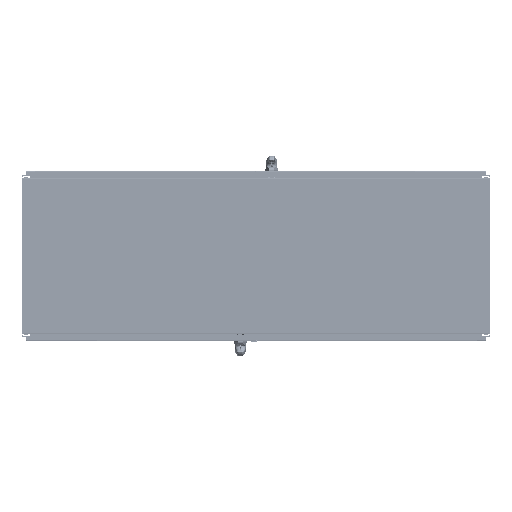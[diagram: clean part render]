
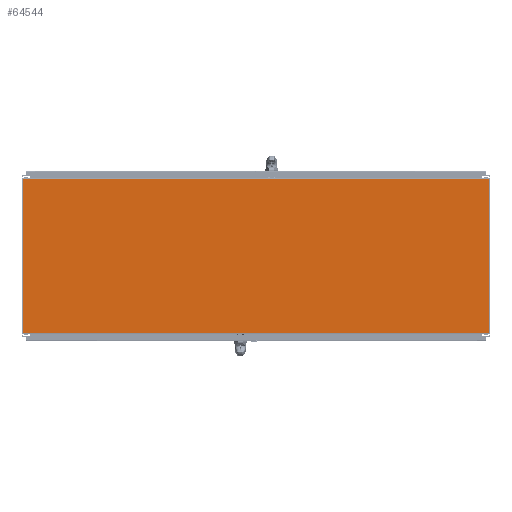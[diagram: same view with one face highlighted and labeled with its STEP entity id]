
A CAD part, front view. The second image highlights one B-rep face of the part: STEP entity #64544.
In plain terms, the highlighted face is planar.
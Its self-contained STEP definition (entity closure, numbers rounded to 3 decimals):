
#11338=PLANE('',#67845);
#12792=FACE_OUTER_BOUND('',#15629,.T.);
#15629=EDGE_LOOP('',(#53584,#53585,#53586,#53587));
#19267=LINE('',#93407,#24316);
#19273=LINE('',#93427,#24322);
#19279=LINE('',#93444,#24328);
#19281=LINE('',#93447,#24330);
#24316=VECTOR('',#76263,71.875);
#24322=VECTOR('',#76289,71.875);
#24328=VECTOR('',#76313,23.813);
#24330=VECTOR('',#76317,23.813);
#32406=VERTEX_POINT('',#93404);
#32407=VERTEX_POINT('',#93406);
#32410=VERTEX_POINT('',#93424);
#32411=VERTEX_POINT('',#93426);
#41790=EDGE_CURVE('',#32407,#32406,#19267,.T.);
#41800=EDGE_CURVE('',#32411,#32410,#19273,.T.);
#41809=EDGE_CURVE('',#32407,#32410,#19279,.T.);
#41811=EDGE_CURVE('',#32411,#32406,#19281,.T.);
#53584=ORIENTED_EDGE('',*,*,#41790,.T.);
#53585=ORIENTED_EDGE('',*,*,#41811,.F.);
#53586=ORIENTED_EDGE('',*,*,#41800,.T.);
#53587=ORIENTED_EDGE('',*,*,#41809,.F.);
#64544=ADVANCED_FACE('',(#12792),#11338,.T.);
#67845=AXIS2_PLACEMENT_3D('',#93446,#76315,#76316);
#76263=DIRECTION('',(1.,0.,0.));
#76289=DIRECTION('',(-1.,0.,0.));
#76313=DIRECTION('',(0.,1.,0.));
#76315=DIRECTION('center_axis',(0.,0.,1.));
#76316=DIRECTION('ref_axis',(1.,0.,0.));
#76317=DIRECTION('',(0.,-1.,0.));
#93404=CARTESIAN_POINT('',(35.938,-11.906,0.125));
#93406=CARTESIAN_POINT('',(-35.938,-11.906,0.125));
#93407=CARTESIAN_POINT('',(-17.969,-11.906,0.125));
#93424=CARTESIAN_POINT('',(-35.938,11.906,0.125));
#93426=CARTESIAN_POINT('',(35.938,11.906,0.125));
#93427=CARTESIAN_POINT('',(17.969,11.906,0.125));
#93444=CARTESIAN_POINT('',(-35.938,-12.063,0.125));
#93446=CARTESIAN_POINT('Origin',(0.,0.,
0.125));
#93447=CARTESIAN_POINT('',(35.938,12.063,0.125));
